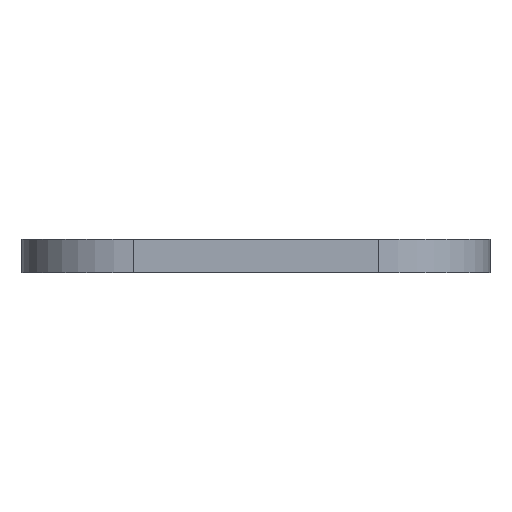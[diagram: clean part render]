
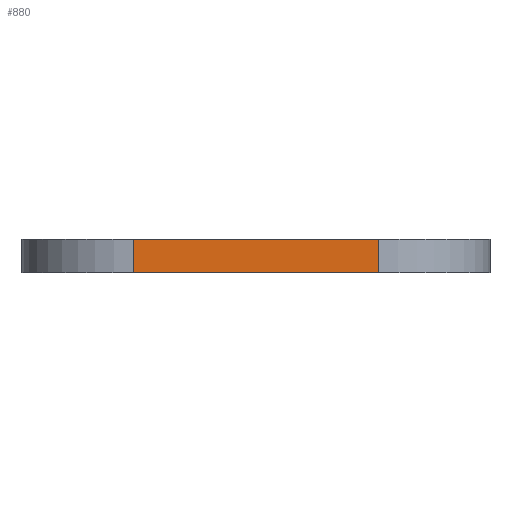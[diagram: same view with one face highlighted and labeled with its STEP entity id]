
A CAD part, front view. The second image highlights one B-rep face of the part: STEP entity #880.
In plain terms, the highlighted planar face has unit normal (0, -1, 0).
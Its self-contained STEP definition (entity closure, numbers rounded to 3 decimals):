
#45=PLANE('',#980);
#88=FACE_OUTER_BOUND('',#132,.T.);
#132=EDGE_LOOP('',(#723,#724,#725,#726));
#224=LINE('',#1484,#306);
#225=LINE('',#1487,#307);
#226=LINE('',#1489,#308);
#227=LINE('',#1490,#309);
#306=VECTOR('',#1226,10.);
#307=VECTOR('',#1229,10.);
#308=VECTOR('',#1230,10.);
#309=VECTOR('',#1231,10.);
#435=VERTEX_POINT('',#1480);
#436=VERTEX_POINT('',#1482);
#437=VERTEX_POINT('',#1486);
#438=VERTEX_POINT('',#1488);
#558=EDGE_CURVE('',#435,#436,#224,.T.);
#559=EDGE_CURVE('',#437,#435,#225,.T.);
#560=EDGE_CURVE('',#438,#436,#226,.T.);
#561=EDGE_CURVE('',#437,#438,#227,.T.);
#723=ORIENTED_EDGE('',*,*,#559,.T.);
#724=ORIENTED_EDGE('',*,*,#558,.T.);
#725=ORIENTED_EDGE('',*,*,#560,.F.);
#726=ORIENTED_EDGE('',*,*,#561,.F.);
#880=ADVANCED_FACE('',(#88),#45,.T.);
#980=AXIS2_PLACEMENT_3D('',#1485,#1227,#1228);
#1226=DIRECTION('',(0.,0.,1.));
#1227=DIRECTION('center_axis',(0.,-1.,0.));
#1228=DIRECTION('ref_axis',(1.,0.,0.));
#1229=DIRECTION('',(1.,0.,0.));
#1230=DIRECTION('',(1.,0.,0.));
#1231=DIRECTION('',(0.,0.,1.));
#1480=CARTESIAN_POINT('',(11.,-55.,0.));
#1482=CARTESIAN_POINT('',(11.,-55.,3.));
#1484=CARTESIAN_POINT('',(11.,-55.,0.));
#1485=CARTESIAN_POINT('Origin',(-11.,-55.,0.));
#1486=CARTESIAN_POINT('',(-11.,-55.,0.));
#1487=CARTESIAN_POINT('',(-11.,-55.,0.));
#1488=CARTESIAN_POINT('',(-11.,-55.,3.));
#1489=CARTESIAN_POINT('',(-11.,-55.,3.));
#1490=CARTESIAN_POINT('',(-11.,-55.,0.));
